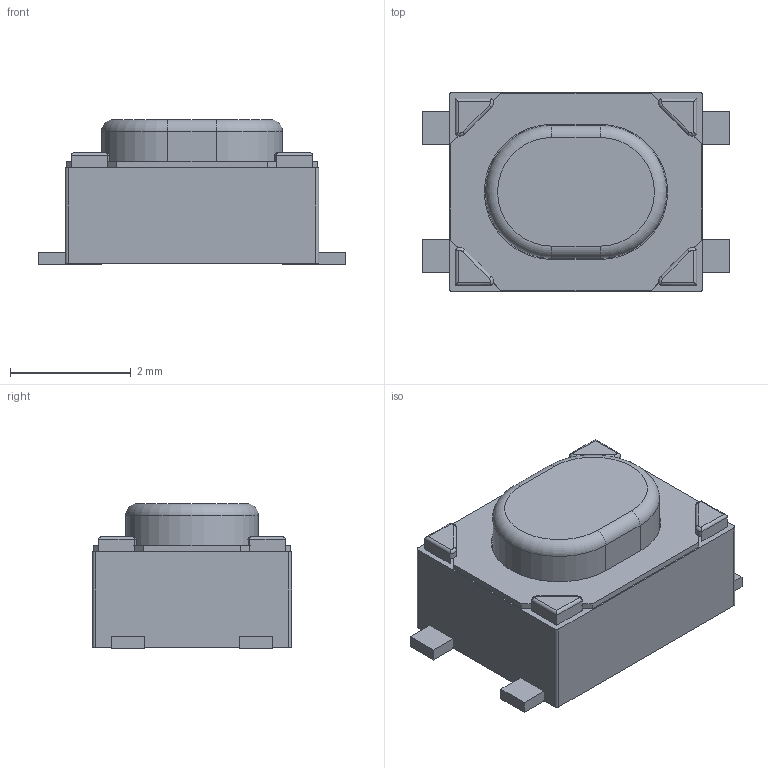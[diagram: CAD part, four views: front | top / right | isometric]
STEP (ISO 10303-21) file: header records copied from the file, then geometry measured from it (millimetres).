
FILE_DESCRIPTION(('STEP AP214'), '1');
FILE_NAME('KLS7-TS3401_B', '2025-09-14T05:25:55', (''), (''), 'C3D Converter', 'C3D Toolkit', '');
FILE_SCHEMA(('AUTOMOTIVE_DESIGN { 1 0 10303 214 3 1 1}'));
Length unit declared in the file: millimetre
Bounding box: 5.1 x 3.3 x 2.4 mm (x, y, z)
Volume: 28.6 mm3; surface area: 80.5 mm2
Topology: 3 solids, 3 shells, 121 faces, 308 edges, 192 vertices
Faces by surface type: plane 81, cylinder 30, torus 10
Entity records: 4812 total; most frequent: CARTESIAN_POINT 822, ORIENTED_EDGE 616, DIRECTION 594, EDGE_CURVE 308, LINE 226, VECTOR 226, VERTEX_POINT 192, AXIS2_PLACEMENT_3D 184
